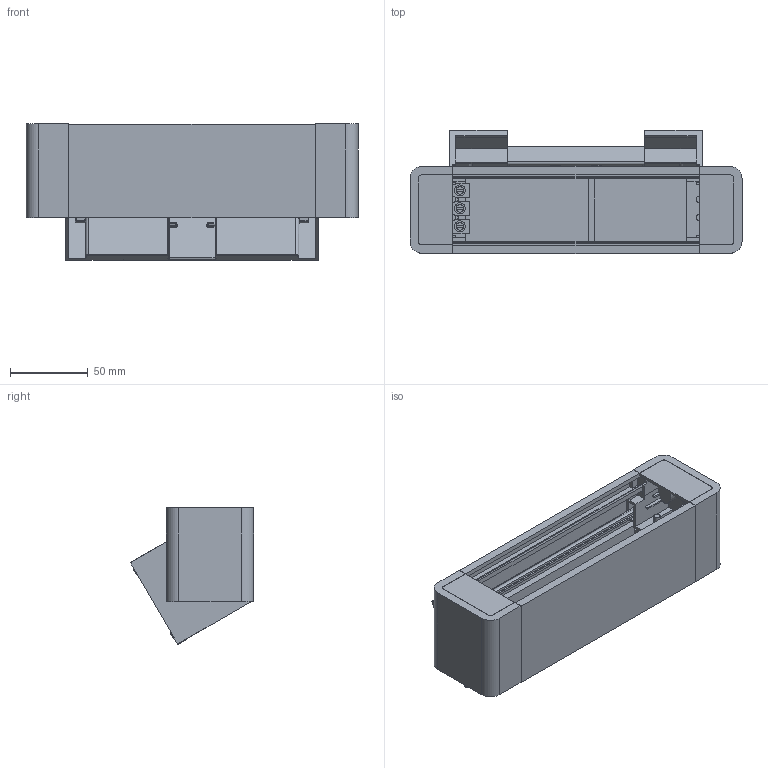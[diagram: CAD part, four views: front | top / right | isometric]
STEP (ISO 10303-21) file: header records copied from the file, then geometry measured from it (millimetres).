
FILE_DESCRIPTION(('CATIA V5 STEP Exchange','CAx-IF Rec.Pracs.--- Model Styling and Organization---1.5--- 2016-08-15','CAx-IF Rec.Pracs.---Supplemental Geometry---1.0---2011-11-01','CAx-IF Rec.Pracs.--- Composite Materials ---1.1---2010-07-15'),'2;1');
FILE_NAME('LG-655100BK_AllCATPart.stp','2023-10-31T11:16:29+00:00',('none'),('none'),'CATIA Version 5-6 Release 2020 SP3','CATIA V5 STEP AP214 v2','none');
FILE_SCHEMA(('AUTOMOTIVE_DESIGN { 1 0 10303 214 1 1 1 1 }'));
Length unit declared in the file: millimetre
Products named in the file (1): LG-655100BK_AllCATPart
Bounding box: 213.2 x 79.11 x 87.6 mm (x, y, z)
Volume: 168194.9 mm3; surface area: 201077.7 mm2
Topology: 16 solids, 16 shells, 953 faces, 2556 edges, 1638 vertices
Faces by surface type: plane 721, cylinder 188, torus 18, sphere 16, bspline 8, extrusion 2
Entity records: 27384 total; most frequent: CARTESIAN_POINT 5508, ORIENTED_EDGE 5080, DIRECTION 3518, EDGE_CURVE 2540, VECTOR 2082, LINE 2080, VERTEX_POINT 1638, EDGE_LOOP 994
